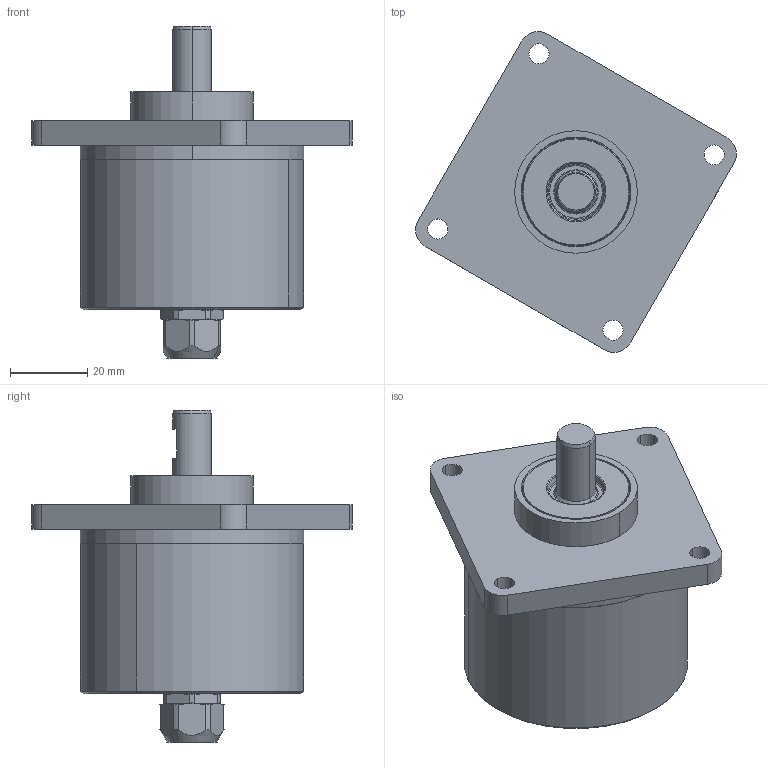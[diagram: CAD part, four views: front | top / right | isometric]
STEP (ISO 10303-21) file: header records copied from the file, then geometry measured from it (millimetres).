
FILE_DESCRIPTION((''),'2;1');
FILE_NAME('527590','2010-11-10T',('se2802'),(''),'PRO/ENGINEER BY PARAMETRIC TECHNOLOGY CORPORATION, 2010180','PRO/ENGINEER BY PARAMETRIC TECHNOLOGY CORPORATION, 2010180','');
FILE_SCHEMA(('CONFIG_CONTROL_DESIGN'));
Length unit declared in the file: millimetre
Products named in the file (1): 527590
Bounding box: 83.08 x 83.08 x 86 mm (x, y, z)
Volume: 87272.9 mm3; surface area: 42152.8 mm2
Topology: 1 solids, 1 shells, 1230 faces, 3503 edges, 2273 vertices
Faces by surface type: plane 403, cylinder 357, extrusion 324, cone 82, torus 58, sphere 6
Entity records: 45391 total; most frequent: CARTESIAN_POINT 13930, ORIENTED_EDGE 7002, DIRECTION 5889, EDGE_CURVE 3501, VERTEX_POINT 2273, AXIS2_PLACEMENT_3D 2076, VECTOR 1737, LINE 1413
